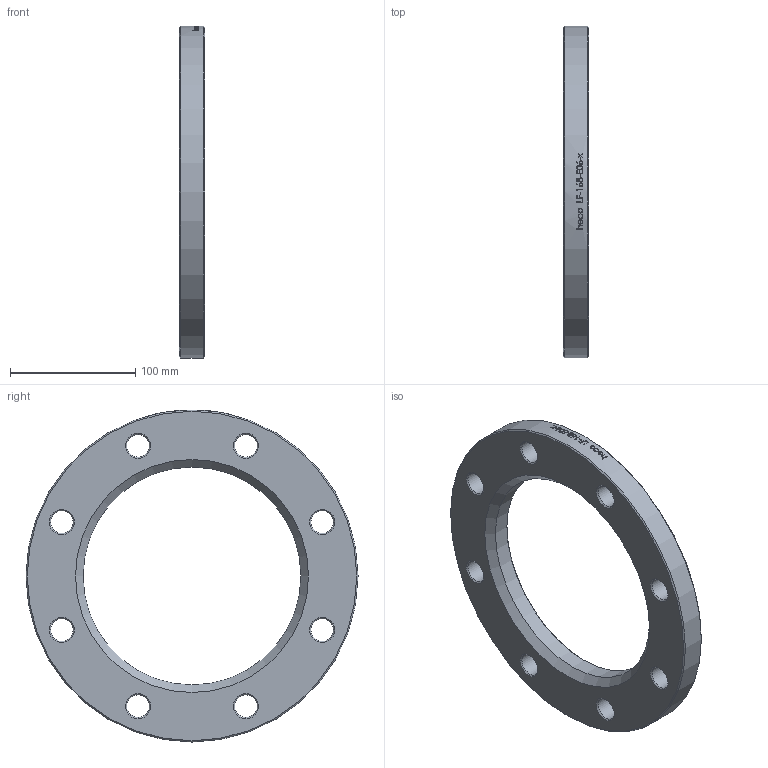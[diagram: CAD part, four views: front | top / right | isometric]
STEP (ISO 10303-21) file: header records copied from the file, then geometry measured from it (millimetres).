
FILE_DESCRIPTION (( 'STEP AP214' ), '1' );
FILE_NAME ('LF-168-E06-x Loser Flansch 2012.STEP', '2020-12-11T09:49:41', ( '' ), ( '' ), 'SwSTEP 2.0', 'SolidWorks 2019', '' );
FILE_SCHEMA (( 'AUTOMOTIVE_DESIGN' ));
Length unit declared in the file: millimetre
Products named in the file (1): LF-168-E06-x Loser Flansch 2012
Bounding box: 20 x 265 x 265 mm (x, y, z)
Volume: 575160.1 mm3; surface area: 91630.5 mm2
Topology: 1 solids, 1 shells, 55 faces, 236 edges, 206 vertices
Faces by surface type: cylinder 33, cone 20, plane 2
Full cylindrical faces by diameter (mm): 18 x8, 174 x1, 265 x1
Entity records: 5169 total; most frequent: CARTESIAN_POINT 3175, ORIENTED_EDGE 392, DIRECTION 283, EDGE_CURVE 196, VERTEX_POINT 196, AXIS2_PLACEMENT_3D 128, EDGE_LOOP 126, B_SPLINE_CURVE_WITH_KNOTS 97
